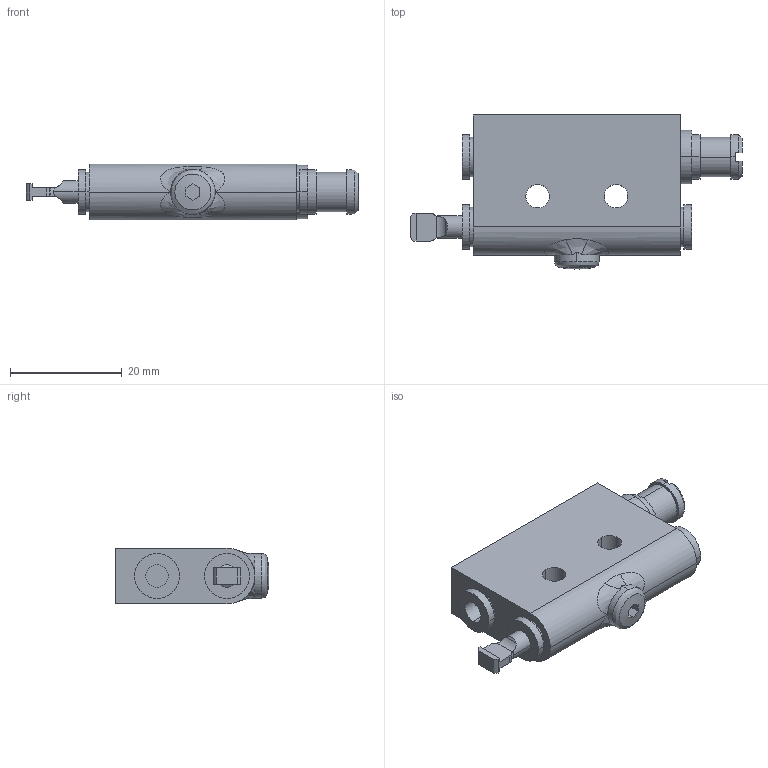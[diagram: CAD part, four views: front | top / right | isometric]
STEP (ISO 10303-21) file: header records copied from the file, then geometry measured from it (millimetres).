
FILE_DESCRIPTION((''),'2;1');
FILE_NAME('VacuumGenerator.stp','2007-01-12T19:58:43',('uidk0133'),(''),'Autodesk Inventor (R) 6.0','Autodesk Inventor (R) 6.0','');
FILE_SCHEMA(('AUTOMOTIVE_DESIGN { 1 0 10303 214 1 1 1 1 }'));
Length unit declared in the file: millimetre
Products named in the file (1): VacuumGenerator
Bounding box: 59.3 x 27.5 x 10 mm (x, y, z)
Volume: 9264.3 mm3; surface area: 4218.1 mm2
Topology: 1 solids, 1 shells, 181 faces, 458 edges, 301 vertices
Faces by surface type: plane 94, cylinder 75, bspline 9, cone 2, sphere 1
Entity records: 7879 total; most frequent: CARTESIAN_POINT 3433, DIRECTION 934, ORIENTED_EDGE 908, EDGE_CURVE 454, AXIS2_PLACEMENT_3D 341, VERTEX_POINT 301, VECTOR 252, LINE 252
